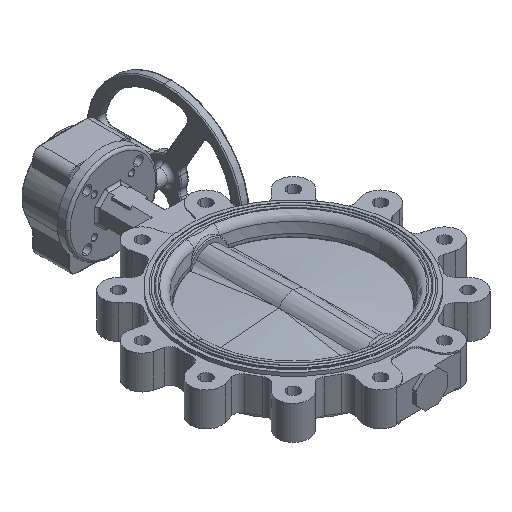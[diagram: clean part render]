
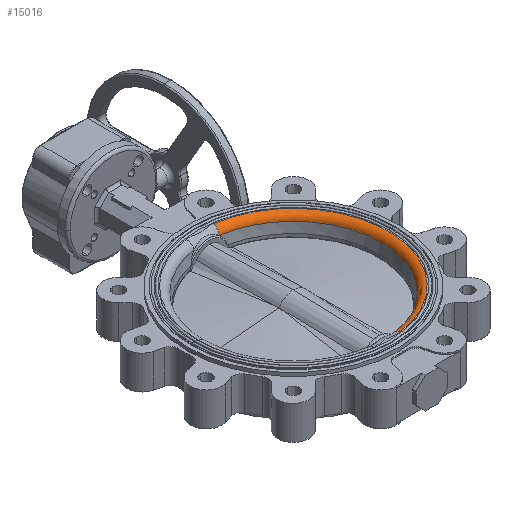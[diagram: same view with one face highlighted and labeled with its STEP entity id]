
A CAD part, isometric view. The second image highlights one B-rep face of the part: STEP entity #15016.
In plain terms, the highlighted toroidal (fillet/blend) face has major radius 182.561 mm and minor radius 14 mm.
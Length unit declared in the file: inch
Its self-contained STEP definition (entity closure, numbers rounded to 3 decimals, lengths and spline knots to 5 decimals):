
#1972 = AXIS2_PLACEMENT_3D ( 'NONE', #11004, #8727, #15737 ) ;
#2421 = EDGE_CURVE ( 'NONE', #28015, #29538, #3360, .T. ) ;
#3054 = CIRCLE ( 'NONE', #9386, 0.55118 ) ;
#3360 = CIRCLE ( 'NONE', #28628, 0.55118 ) ;
#4281 = CARTESIAN_POINT ( 'NONE',  ( 6.0088, 8.59357, 13.82978 ) ) ;
#5442 = EDGE_CURVE ( 'NONE', #7703, #29538, #25363, .T. ) ;
#6385 = VERTEX_POINT ( 'NONE', #27695 ) ;
#6890 = ORIENTED_EDGE ( 'NONE', *, *, #2421, .T. ) ;
#7339 = TOROIDAL_SURFACE ( 'NONE', #1972, 7.18746, 0.55118 ) ;
#7408 = ORIENTED_EDGE ( 'NONE', *, *, #22250, .F. ) ;
#7703 = VERTEX_POINT ( 'NONE', #15233 ) ;
#7705 = CARTESIAN_POINT ( 'NONE',  ( 6.0088, 8.59357, 13.36387 ) ) ;
#8727 = DIRECTION ( 'NONE',  ( 0., 0., -1. ) ) ;
#9386 = AXIS2_PLACEMENT_3D ( 'NONE', #21173, #16320, #11455 ) ;
#9544 = DIRECTION ( 'NONE',  ( 0., 0., 1. ) ) ;
#9968 = CARTESIAN_POINT ( 'NONE',  ( 6.96485, 2.01981, 13.36387 ) ) ;
#11004 = CARTESIAN_POINT ( 'NONE',  ( 6.0088, 8.59357, 13.2786 ) ) ;
#11455 = DIRECTION ( 'NONE',  ( -0.144, -0.99, 0. ) ) ;
#12271 = AXIS2_PLACEMENT_3D ( 'NONE', #4281, #13602, #22843 ) ;
#12817 = AXIS2_PLACEMENT_3D ( 'NONE', #7705, #15001, #24265 ) ;
#13602 = DIRECTION ( 'NONE',  ( 0., 0., -1. ) ) ;
#14288 = CARTESIAN_POINT ( 'NONE',  ( 6.0088, 8.59357, 13.36387 ) ) ;
#15001 = DIRECTION ( 'NONE',  ( 0., 0., 1. ) ) ;
#15016 = ADVANCED_FACE ( 'NONE', ( #20704 ), #7339, .T. ) ;
#15233 = CARTESIAN_POINT ( 'NONE',  ( 7.04323, 15.7062, 13.82978 ) ) ;
#15737 = DIRECTION ( 'NONE',  ( -1., 0., 0. ) ) ;
#16233 = EDGE_CURVE ( 'NONE', #28015, #27810, #17463, .T. ) ;
#16320 = DIRECTION ( 'NONE',  ( -0.99, 0.144, 0. ) ) ;
#16954 = DIRECTION ( 'NONE',  ( 0.144, -0.99, 0. ) ) ;
#17463 = CIRCLE ( 'NONE', #18408, 6.64291 ) ;
#17927 = EDGE_LOOP ( 'NONE', ( #6890, #28863, #28194, #7408, #27788 ) ) ;
#18408 = AXIS2_PLACEMENT_3D ( 'NONE', #14288, #9544, #25664 ) ;
#19380 = DIRECTION ( 'NONE',  ( 0.99, 0.144, 0. ) ) ;
#19628 = CARTESIAN_POINT ( 'NONE',  ( 12.65171, 8.59357, 13.36387 ) ) ;
#20704 = FACE_OUTER_BOUND ( 'NONE', #17927, .T. ) ;
#20738 = CARTESIAN_POINT ( 'NONE',  ( 7.04323, 1.48094, 13.82978 ) ) ;
#21173 = CARTESIAN_POINT ( 'NONE',  ( 7.04323, 15.7062, 13.2786 ) ) ;
#22250 = EDGE_CURVE ( 'NONE', #27810, #6385, #25898, .T. ) ;
#22380 = EDGE_CURVE ( 'NONE', #6385, #7703, #3054, .T. ) ;
#22843 = DIRECTION ( 'NONE',  ( -1., 0., 0. ) ) ;
#24265 = DIRECTION ( 'NONE',  ( -1., 0., 0. ) ) ;
#25363 = CIRCLE ( 'NONE', #12271, 7.18746 ) ;
#25664 = DIRECTION ( 'NONE',  ( -1., 0., 0. ) ) ;
#25898 = CIRCLE ( 'NONE', #12817, 6.64291 ) ;
#26854 = CARTESIAN_POINT ( 'NONE',  ( 7.04323, 1.48094, 13.2786 ) ) ;
#27695 = CARTESIAN_POINT ( 'NONE',  ( 6.96485, 15.16732, 13.36387 ) ) ;
#27788 = ORIENTED_EDGE ( 'NONE', *, *, #16233, .F. ) ;
#27810 = VERTEX_POINT ( 'NONE', #19628 ) ;
#28015 = VERTEX_POINT ( 'NONE', #9968 ) ;
#28194 = ORIENTED_EDGE ( 'NONE', *, *, #22380, .F. ) ;
#28628 = AXIS2_PLACEMENT_3D ( 'NONE', #26854, #19380, #16954 ) ;
#28863 = ORIENTED_EDGE ( 'NONE', *, *, #5442, .F. ) ;
#29538 = VERTEX_POINT ( 'NONE', #20738 ) ;
